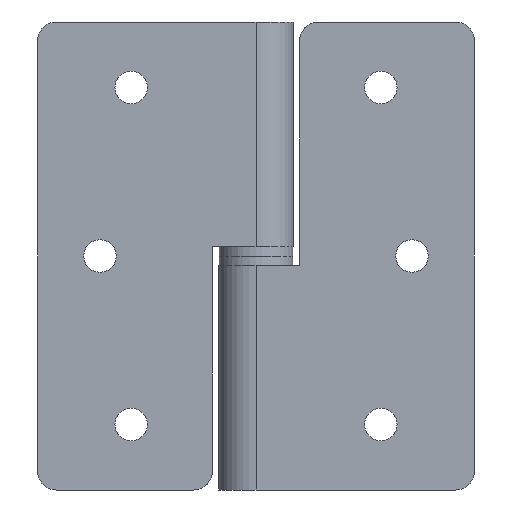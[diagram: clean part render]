
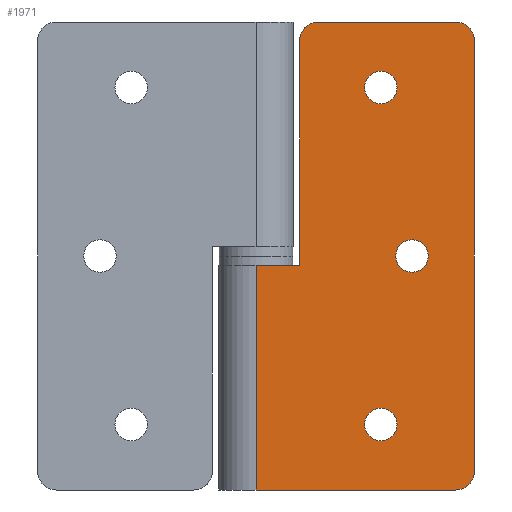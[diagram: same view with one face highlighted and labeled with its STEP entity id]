
A CAD part, front view. The second image highlights one B-rep face of the part: STEP entity #1971.
In plain terms, the highlighted planar face has unit normal (0, -1, 0).
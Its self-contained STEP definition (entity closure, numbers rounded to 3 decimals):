
#28 = DIRECTION ( 'NONE',  ( 0., 0., 1. ) ) ;
#52 = DIRECTION ( 'NONE',  ( -1., 0., 0. ) ) ;
#98 = CARTESIAN_POINT ( 'NONE',  ( 32., -6., -34.5 ) ) ;
#137 = CARTESIAN_POINT ( 'NONE',  ( 20., -6., -27. ) ) ;
#157 = DIRECTION ( 'NONE',  ( 0., 1., 0. ) ) ;
#196 = DIRECTION ( 'NONE',  ( 0., -1., 0. ) ) ;
#335 = AXIS2_PLACEMENT_3D ( 'NONE', #2774, #2850, #2817 ) ;
#361 = CIRCLE ( 'NONE', #375, 2.6 ) ;
#375 = AXIS2_PLACEMENT_3D ( 'NONE', #2746, #2758, #2761 ) ;
#664 = EDGE_CURVE ( 'NONE', #767, #766, #1493, .T. ) ;
#743 = VERTEX_POINT ( 'NONE', #3284 ) ;
#744 = VERTEX_POINT ( 'NONE', #3283 ) ;
#745 = VERTEX_POINT ( 'NONE', #3282 ) ;
#748 = VERTEX_POINT ( 'NONE', #3279 ) ;
#751 = VERTEX_POINT ( 'NONE', #3276 ) ;
#758 = VERTEX_POINT ( 'NONE', #3269 ) ;
#759 = VERTEX_POINT ( 'NONE', #3268 ) ;
#766 = VERTEX_POINT ( 'NONE', #3261 ) ;
#767 = VERTEX_POINT ( 'NONE', #3260 ) ;
#774 = VERTEX_POINT ( 'NONE', #3253 ) ;
#775 = VERTEX_POINT ( 'NONE', #3252 ) ;
#870 = VERTEX_POINT ( 'NONE', #3140 ) ;
#871 = VERTEX_POINT ( 'NONE', #3137 ) ;
#872 = VERTEX_POINT ( 'NONE', #3142 ) ;
#873 = VERTEX_POINT ( 'NONE', #3139 ) ;
#1247 = LINE ( 'NONE', #2916, #2693 ) ;
#1248 = LINE ( 'NONE', #2913, #2709 ) ;
#1250 = LINE ( 'NONE', #2914, #2356 ) ;
#1255 = LINE ( 'NONE', #3021, #2352 ) ;
#1256 = LINE ( 'NONE', #3062, #2354 ) ;
#1262 = LINE ( 'NONE', #3047, #2328 ) ;
#1303 = FACE_BOUND ( 'NONE', #1771, .T. ) ;
#1304 = FACE_BOUND ( 'NONE', #1772, .T. ) ;
#1305 = FACE_BOUND ( 'NONE', #1773, .T. ) ;
#1306 = FACE_OUTER_BOUND ( 'NONE', #1774, .T. ) ;
#1493 = CIRCLE ( 'NONE', #1502, 2.6 ) ;
#1502 = AXIS2_PLACEMENT_3D ( 'NONE', #3345, #3344, #3343 ) ;
#1771 = EDGE_LOOP ( 'NONE', ( #2664, #2666 ) ) ;
#1772 = EDGE_LOOP ( 'NONE', ( #2662, #2668 ) ) ;
#1773 = EDGE_LOOP ( 'NONE', ( #2665, #2670 ) ) ;
#1774 = EDGE_LOOP ( 'NONE', ( #2667, #2671, #2669, #2672, #2673, #2652, #2674, #2686, #2653 ) ) ;
#1854 = EDGE_CURVE ( 'NONE', #775, #774, #2612, .T. ) ;
#1879 = EDGE_CURVE ( 'NONE', #743, #871, #2599, .T. ) ;
#1885 = EDGE_CURVE ( 'NONE', #774, #775, #2594, .T. ) ;
#1886 = EDGE_CURVE ( 'NONE', #766, #767, #2588, .T. ) ;
#1888 = EDGE_CURVE ( 'NONE', #758, #759, #2714, .T. ) ;
#1889 = EDGE_CURVE ( 'NONE', #745, #873, #2706, .T. ) ;
#1890 = EDGE_CURVE ( 'NONE', #873, #872, #1247, .T. ) ;
#1891 = EDGE_CURVE ( 'NONE', #872, #751, #1248, .T. ) ;
#1898 = EDGE_CURVE ( 'NONE', #870, #871, #1250, .T. ) ;
#1899 = EDGE_CURVE ( 'NONE', #870, #744, #2716, .T. ) ;
#1906 = EDGE_CURVE ( 'NONE', #751, #748, #1255, .T. ) ;
#1908 = EDGE_CURVE ( 'NONE', #748, #743, #1256, .T. ) ;
#1922 = EDGE_CURVE ( 'NONE', #745, #744, #1262, .T. ) ;
#1971 = ADVANCED_FACE ( 'NONE', ( #1303, #1304, #1305, #1306 ), #2854, .F. ) ;
#1995 = EDGE_CURVE ( 'NONE', #759, #758, #361, .T. ) ;
#2328 = VECTOR ( 'NONE', #2929, 1000. ) ;
#2348 = AXIS2_PLACEMENT_3D ( 'NONE', #3063, #2970, #3022 ) ;
#2352 = VECTOR ( 'NONE', #2865, 1000. ) ;
#2354 = VECTOR ( 'NONE', #2906, 1000. ) ;
#2356 = VECTOR ( 'NONE', #2900, 1000. ) ;
#2582 = AXIS2_PLACEMENT_3D ( 'NONE', #98, #196, #52 ) ;
#2587 = AXIS2_PLACEMENT_3D ( 'NONE', #137, #157, #28 ) ;
#2588 = CIRCLE ( 'NONE', #2713, 2.6 ) ;
#2594 = CIRCLE ( 'NONE', #2715, 2.6 ) ;
#2599 = CIRCLE ( 'NONE', #2582, 3. ) ;
#2612 = CIRCLE ( 'NONE', #2587, 2.6 ) ;
#2652 = ORIENTED_EDGE ( 'NONE', *, *, #1908, .T. ) ;
#2653 = ORIENTED_EDGE ( 'NONE', *, *, #1899, .T. ) ;
#2662 = ORIENTED_EDGE ( 'NONE', *, *, #1886, .T. ) ;
#2664 = ORIENTED_EDGE ( 'NONE', *, *, #1885, .T. ) ;
#2665 = ORIENTED_EDGE ( 'NONE', *, *, #1888, .T. ) ;
#2666 = ORIENTED_EDGE ( 'NONE', *, *, #1854, .T. ) ;
#2667 = ORIENTED_EDGE ( 'NONE', *, *, #1922, .F. ) ;
#2668 = ORIENTED_EDGE ( 'NONE', *, *, #664, .T. ) ;
#2669 = ORIENTED_EDGE ( 'NONE', *, *, #1890, .T. ) ;
#2670 = ORIENTED_EDGE ( 'NONE', *, *, #1995, .T. ) ;
#2671 = ORIENTED_EDGE ( 'NONE', *, *, #1889, .T. ) ;
#2672 = ORIENTED_EDGE ( 'NONE', *, *, #1891, .T. ) ;
#2673 = ORIENTED_EDGE ( 'NONE', *, *, #1906, .T. ) ;
#2674 = ORIENTED_EDGE ( 'NONE', *, *, #1879, .T. ) ;
#2686 = ORIENTED_EDGE ( 'NONE', *, *, #1898, .F. ) ;
#2693 = VECTOR ( 'NONE', #2958, 1000. ) ;
#2700 = AXIS2_PLACEMENT_3D ( 'NONE', #2950, #3061, #3011 ) ;
#2706 = CIRCLE ( 'NONE', #2700, 3. ) ;
#2709 = VECTOR ( 'NONE', #2910, 1000. ) ;
#2712 = AXIS2_PLACEMENT_3D ( 'NONE', #2905, #2999, #2959 ) ;
#2713 = AXIS2_PLACEMENT_3D ( 'NONE', #2984, #3045, #2983 ) ;
#2714 = CIRCLE ( 'NONE', #2712, 2.6 ) ;
#2715 = AXIS2_PLACEMENT_3D ( 'NONE', #2985, #2903, #2864 ) ;
#2716 = CIRCLE ( 'NONE', #2348, 3. ) ;
#2746 = CARTESIAN_POINT ( 'NONE',  ( 20., -6., 27. ) ) ;
#2758 = DIRECTION ( 'NONE',  ( 0., 1., 0. ) ) ;
#2761 = DIRECTION ( 'NONE',  ( 0., 0., 1. ) ) ;
#2774 = CARTESIAN_POINT ( 'NONE',  ( 0., -6., 37.5 ) ) ;
#2817 = DIRECTION ( 'NONE',  ( -1., 0., 0. ) ) ;
#2850 = DIRECTION ( 'NONE',  ( 0., 1., 0. ) ) ;
#2854 = PLANE ( 'NONE',  #335 ) ;
#2864 = DIRECTION ( 'NONE',  ( 0., 0., 1. ) ) ;
#2865 = DIRECTION ( 'NONE',  ( 0., 0., -1. ) ) ;
#2900 = DIRECTION ( 'NONE',  ( 0., 0., -1. ) ) ;
#2903 = DIRECTION ( 'NONE',  ( 0., 1., 0. ) ) ;
#2905 = CARTESIAN_POINT ( 'NONE',  ( 20., -6., 27. ) ) ;
#2906 = DIRECTION ( 'NONE',  ( 1., 0., 0. ) ) ;
#2910 = DIRECTION ( 'NONE',  ( -1., 0., 0. ) ) ;
#2913 = CARTESIAN_POINT ( 'NONE',  ( 0., -6., -1.5 ) ) ;
#2914 = CARTESIAN_POINT ( 'NONE',  ( 35., -6., 37.5 ) ) ;
#2916 = CARTESIAN_POINT ( 'NONE',  ( 7., -6., 37.5 ) ) ;
#2929 = DIRECTION ( 'NONE',  ( 1., 0., 0. ) ) ;
#2950 = CARTESIAN_POINT ( 'NONE',  ( 10., -6., 34.5 ) ) ;
#2958 = DIRECTION ( 'NONE',  ( 0., 0., -1. ) ) ;
#2959 = DIRECTION ( 'NONE',  ( 0., 0., 1. ) ) ;
#2970 = DIRECTION ( 'NONE',  ( 0., -1., 0. ) ) ;
#2983 = DIRECTION ( 'NONE',  ( 0., 0., 1. ) ) ;
#2984 = CARTESIAN_POINT ( 'NONE',  ( 25., -6., 0. ) ) ;
#2985 = CARTESIAN_POINT ( 'NONE',  ( 20., -6., -27. ) ) ;
#2999 = DIRECTION ( 'NONE',  ( 0., 1., 0. ) ) ;
#3011 = DIRECTION ( 'NONE',  ( -1., 0., 0. ) ) ;
#3021 = CARTESIAN_POINT ( 'NONE',  ( 0., -6., 37.5 ) ) ;
#3022 = DIRECTION ( 'NONE',  ( -1., 0., 0. ) ) ;
#3045 = DIRECTION ( 'NONE',  ( 0., 1., 0. ) ) ;
#3047 = CARTESIAN_POINT ( 'NONE',  ( 0., -6., 37.5 ) ) ;
#3061 = DIRECTION ( 'NONE',  ( 0., -1., 0. ) ) ;
#3062 = CARTESIAN_POINT ( 'NONE',  ( 0., -6., -37.5 ) ) ;
#3063 = CARTESIAN_POINT ( 'NONE',  ( 32., -6., 34.5 ) ) ;
#3137 = CARTESIAN_POINT ( 'NONE',  ( 35., -6., -34.5 ) ) ;
#3139 = CARTESIAN_POINT ( 'NONE',  ( 7., -6., 34.5 ) ) ;
#3140 = CARTESIAN_POINT ( 'NONE',  ( 35., -6., 34.5 ) ) ;
#3142 = CARTESIAN_POINT ( 'NONE',  ( 7., -6., -1.5 ) ) ;
#3252 = CARTESIAN_POINT ( 'NONE',  ( 20., -6., -29.6 ) ) ;
#3253 = CARTESIAN_POINT ( 'NONE',  ( 20., -6., -24.4 ) ) ;
#3260 = CARTESIAN_POINT ( 'NONE',  ( 25., -6., -2.6 ) ) ;
#3261 = CARTESIAN_POINT ( 'NONE',  ( 25., -6., 2.6 ) ) ;
#3268 = CARTESIAN_POINT ( 'NONE',  ( 20., -6., 24.4 ) ) ;
#3269 = CARTESIAN_POINT ( 'NONE',  ( 20., -6., 29.6 ) ) ;
#3276 = CARTESIAN_POINT ( 'NONE',  ( 0., -6., -1.5 ) ) ;
#3279 = CARTESIAN_POINT ( 'NONE',  ( 0., -6., -37.5 ) ) ;
#3282 = CARTESIAN_POINT ( 'NONE',  ( 10., -6., 37.5 ) ) ;
#3283 = CARTESIAN_POINT ( 'NONE',  ( 32., -6., 37.5 ) ) ;
#3284 = CARTESIAN_POINT ( 'NONE',  ( 32., -6., -37.5 ) ) ;
#3343 = DIRECTION ( 'NONE',  ( 0., 0., 1. ) ) ;
#3344 = DIRECTION ( 'NONE',  ( 0., 1., 0. ) ) ;
#3345 = CARTESIAN_POINT ( 'NONE',  ( 25., -6., 0. ) ) ;
